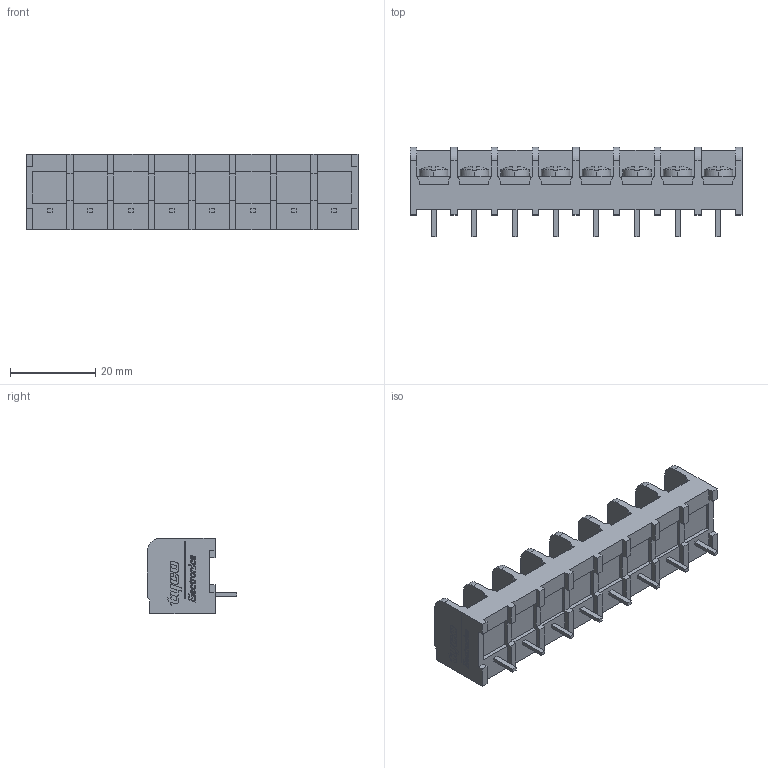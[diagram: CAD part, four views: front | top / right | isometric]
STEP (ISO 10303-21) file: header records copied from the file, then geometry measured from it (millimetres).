
FILE_DESCRIPTION((''),'2;1');
FILE_NAME('C-1-1437653-3','2009-10-14T',('workeradm'),(''),'PRO/ENGINEER BY PARAMETRIC TECHNOLOGY CORPORATION, 2008380','PRO/ENGINEER BY PARAMETRIC TECHNOLOGY CORPORATION, 2008380','');
FILE_SCHEMA(('AUTOMOTIVE_DESIGN { 1 0 10303 214 1 1 1 1 }'));
Length unit declared in the file: millimetre
Products named in the file (1): C-1-1437653-3
Bounding box: 77.75 x 20.95 x 17.78 mm (x, y, z)
Volume: 12847.1 mm3; surface area: 9567.9 mm2
Topology: 1 solids, 1 shells, 821 faces, 2285 edges, 1518 vertices
Faces by surface type: plane 637, extrusion 117, cylinder 51, sphere 16
Entity records: 26514 total; most frequent: CARTESIAN_POINT 5706, ORIENTED_EDGE 4570, DIRECTION 3726, EDGE_CURVE 2285, VECTOR 2018, LINE 1901, VERTEX_POINT 1518, EDGE_LOOP 873
